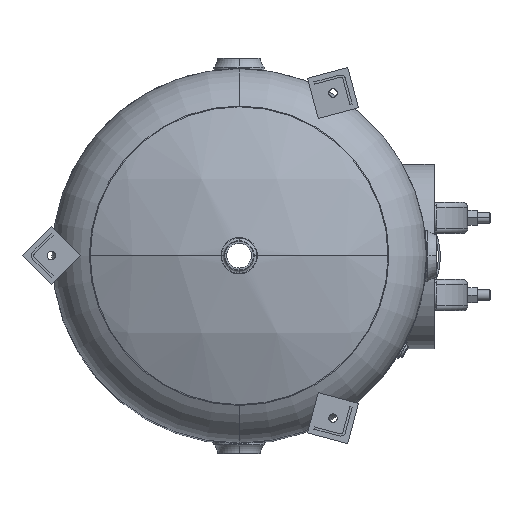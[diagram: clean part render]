
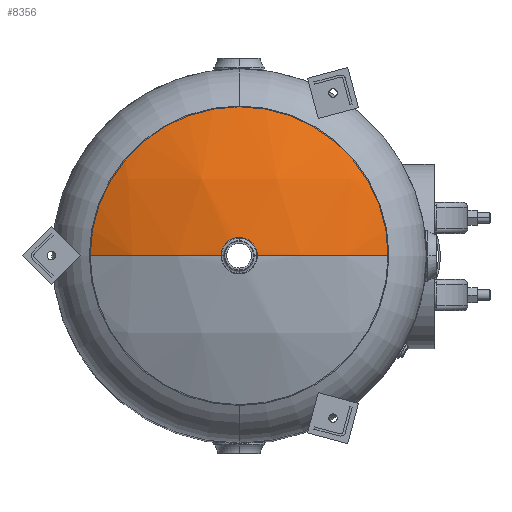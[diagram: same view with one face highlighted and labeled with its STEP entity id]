
A CAD part, top view. The second image highlights one B-rep face of the part: STEP entity #8356.
In plain terms, the highlighted spherical face has radius 822.96 mm.
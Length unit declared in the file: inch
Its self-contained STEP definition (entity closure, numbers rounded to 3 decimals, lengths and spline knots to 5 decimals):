
#502 = CARTESIAN_POINT ( 'NONE',  ( -14.4, 0., 43.12413 ) ) ;
#504 = CARTESIAN_POINT ( 'NONE',  ( -1.44, 0., 46.46798 ) ) ;
#511 = CARTESIAN_POINT ( 'NONE',  ( 1.44, 0., 46.46798 ) ) ;
#514 = CARTESIAN_POINT ( 'NONE',  ( 0., 14.4, 43.12413 ) ) ;
#587 = CARTESIAN_POINT ( 'NONE',  ( 14.4, 0., 43.12413 ) ) ;
#737 = AXIS2_PLACEMENT_3D ( 'NONE', #2459, #2460, #2461 ) ;
#741 = CIRCLE ( 'NONE', #737, 14.4 ) ;
#744 = AXIS2_PLACEMENT_3D ( 'NONE', #2449, #2450, #2451 ) ;
#2201 = CARTESIAN_POINT ( 'NONE',  ( 0., 0., 14.1 ) ) ;
#2202 = DIRECTION ( 'NONE',  ( 0., -1., 0. ) ) ;
#2203 = DIRECTION ( 'NONE',  ( 1., 0., 0. ) ) ;
#2213 = CARTESIAN_POINT ( 'NONE',  ( 0., 0., 14.1 ) ) ;
#2214 = DIRECTION ( 'NONE',  ( 0., 1., 0. ) ) ;
#2215 = DIRECTION ( 'NONE',  ( 0., 0., 1. ) ) ;
#2216 = CARTESIAN_POINT ( 'NONE',  ( 0., 0., 43.12413 ) ) ;
#2217 = DIRECTION ( 'NONE',  ( 0., 0., -1. ) ) ;
#2218 = DIRECTION ( 'NONE',  ( 0., 1., 0. ) ) ;
#2449 = CARTESIAN_POINT ( 'NONE',  ( 0., 0., 46.46798 ) ) ;
#2450 = DIRECTION ( 'NONE',  ( 0., 0., 1. ) ) ;
#2451 = DIRECTION ( 'NONE',  ( -1., 0., 0. ) ) ;
#2459 = CARTESIAN_POINT ( 'NONE',  ( 0., 0., 43.12413 ) ) ;
#2460 = DIRECTION ( 'NONE',  ( 0., 0., -1. ) ) ;
#2461 = DIRECTION ( 'NONE',  ( 0., 1., 0. ) ) ;
#5164 = SPHERICAL_SURFACE ( 'NONE', #17751, 32.4 ) ;
#5167 = CARTESIAN_POINT ( 'NONE',  ( 0., 0., 14.1 ) ) ;
#5168 = DIRECTION ( 'NONE',  ( 0., -1., 0. ) ) ;
#5169 = DIRECTION ( 'NONE',  ( 1., 0., 0. ) ) ;
#5466 = CIRCLE ( 'NONE', #744, 1.44 ) ;
#5551 = AXIS2_PLACEMENT_3D ( 'NONE', #2216, #2217, #2218 ) ;
#5555 = AXIS2_PLACEMENT_3D ( 'NONE', #2213, #2214, #2215 ) ;
#5568 = CIRCLE ( 'NONE', #5551, 14.4 ) ;
#5574 = CIRCLE ( 'NONE', #5555, 32.4 ) ;
#5588 = AXIS2_PLACEMENT_3D ( 'NONE', #2201, #2202, #2203 ) ;
#5594 = CIRCLE ( 'NONE', #5588, 32.4 ) ;
#8356 = ADVANCED_FACE ( 'NONE', ( #17298 ), #5164, .T. ) ;
#8428 = EDGE_CURVE ( 'NONE', #12928, #12926, #5594, .T. ) ;
#8432 = EDGE_CURVE ( 'NONE', #12935, #13070, #5574, .T. ) ;
#8433 = EDGE_CURVE ( 'NONE', #12938, #13070, #5568, .T. ) ;
#8458 = EDGE_CURVE ( 'NONE', #12935, #12928, #5466, .T. ) ;
#8460 = EDGE_CURVE ( 'NONE', #12926, #12938, #741, .T. ) ;
#9252 = ORIENTED_EDGE ( 'NONE', *, *, #8428, .F. ) ;
#9253 = ORIENTED_EDGE ( 'NONE', *, *, #8458, .F. ) ;
#9255 = ORIENTED_EDGE ( 'NONE', *, *, #8432, .T. ) ;
#9257 = ORIENTED_EDGE ( 'NONE', *, *, #8433, .F. ) ;
#9259 = ORIENTED_EDGE ( 'NONE', *, *, #8460, .F. ) ;
#11021 = EDGE_LOOP ( 'NONE', ( #9252, #9253, #9255, #9257, #9259 ) ) ;
#12926 = VERTEX_POINT ( 'NONE', #502 ) ;
#12928 = VERTEX_POINT ( 'NONE', #504 ) ;
#12935 = VERTEX_POINT ( 'NONE', #511 ) ;
#12938 = VERTEX_POINT ( 'NONE', #514 ) ;
#13070 = VERTEX_POINT ( 'NONE', #587 ) ;
#17298 = FACE_OUTER_BOUND ( 'NONE', #11021, .T. ) ;
#17751 = AXIS2_PLACEMENT_3D ( 'NONE', #5167, #5168, #5169 ) ;
